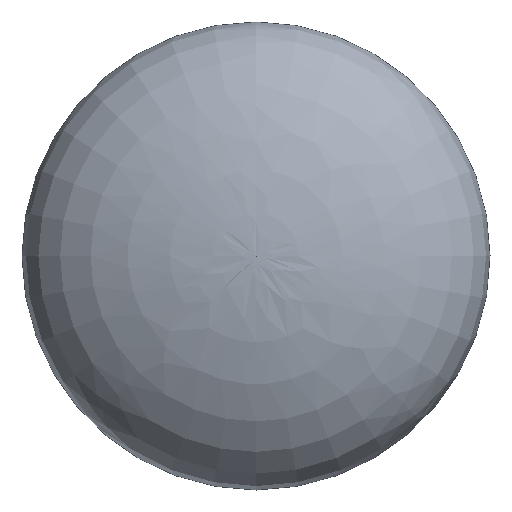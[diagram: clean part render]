
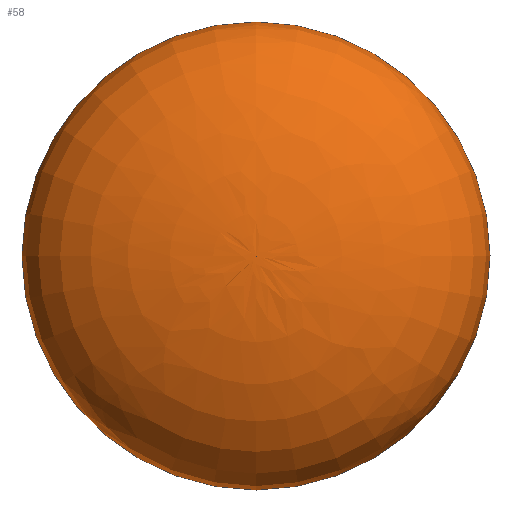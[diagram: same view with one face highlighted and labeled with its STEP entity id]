
A CAD part, front view. The second image highlights one B-rep face of the part: STEP entity #58.
In plain terms, the highlighted free-form (B-spline) face has degree [2, 2] with [5, 9] control points.
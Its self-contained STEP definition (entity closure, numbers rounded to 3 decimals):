
#27=CIRCLE('',#77,250.);
#29=FACE_OUTER_BOUND('',#33,.T.);
#33=EDGE_LOOP('',(#50,#51,#52));
#37=(
BOUNDED_CURVE()
B_SPLINE_CURVE(2,(#202,#203,#204),.UNSPECIFIED.,.F.,.F.)
B_SPLINE_CURVE_WITH_KNOTS((3,3),(0.,1.571),.UNSPECIFIED.)
CURVE()
GEOMETRIC_REPRESENTATION_ITEM()
RATIONAL_B_SPLINE_CURVE((1.,0.707,1.))
REPRESENTATION_ITEM('')
);
#41=VERTEX_POINT('',#199);
#42=VERTEX_POINT('',#201);
#45=EDGE_CURVE('',#41,#41,#27,.T.);
#46=EDGE_CURVE('',#41,#42,#37,.T.);
#50=ORIENTED_EDGE('',*,*,#45,.F.);
#51=ORIENTED_EDGE('',*,*,#46,.T.);
#52=ORIENTED_EDGE('',*,*,#46,.F.);
#56=(
BOUNDED_SURFACE()
B_SPLINE_SURFACE(2,2,((#154,#155,#156,#157,#158,#159,#160,#161,#162),(#163,
#164,#165,#166,#167,#168,#169,#170,#171),(#172,#173,#174,#175,#176,#177,
#178,#179,#180),(#181,#182,#183,#184,#185,#186,#187,#188,#189),(#190,#191,
#192,#193,#194,#195,#196,#197,#198)),.UNSPECIFIED.,.F.,.T.,.F.)
B_SPLINE_SURFACE_WITH_KNOTS((3,2,3),(3,2,2,2,3),(-1.571,0.,1.571),
(0.,1.571,3.142,4.712,6.283),
 .UNSPECIFIED.)
GEOMETRIC_REPRESENTATION_ITEM()
RATIONAL_B_SPLINE_SURFACE(((1.,0.707,1.,0.707,1.,
0.707,1.,0.707,1.),(0.707,0.5,0.707,
0.5,0.707,0.5,0.707,0.5,0.707),(1.,
0.707,1.,0.707,1.,0.707,1.,0.707,
1.),(0.707,0.5,0.707,0.5,0.707,0.5,
0.707,0.5,0.707),(1.,0.707,1.,0.707,
1.,0.707,1.,0.707,1.)))
REPRESENTATION_ITEM('')
SURFACE()
);
#58=ADVANCED_FACE('',(#29),#56,.F.);
#77=AXIS2_PLACEMENT_3D('',#200,#89,#90);
#89=DIRECTION('center_axis',(0.,1.,0.));
#90=DIRECTION('ref_axis',(0.,0.,-1.));
#154=CARTESIAN_POINT('Ctrl Pts',(0.,-125.,-225.));
#155=CARTESIAN_POINT('Ctrl Pts',(0.,-125.,-225.));
#156=CARTESIAN_POINT('Ctrl Pts',(0.,-125.,-225.));
#157=CARTESIAN_POINT('Ctrl Pts',(0.,-125.,-225.));
#158=CARTESIAN_POINT('Ctrl Pts',(0.,-125.,-225.));
#159=CARTESIAN_POINT('Ctrl Pts',(0.,-125.,-225.));
#160=CARTESIAN_POINT('Ctrl Pts',(0.,-125.,-225.));
#161=CARTESIAN_POINT('Ctrl Pts',(0.,-125.,-225.));
#162=CARTESIAN_POINT('Ctrl Pts',(0.,-125.,-225.));
#163=CARTESIAN_POINT('Ctrl Pts',(0.,-125.,25.));
#164=CARTESIAN_POINT('Ctrl Pts',(250.,-125.,25.));
#165=CARTESIAN_POINT('Ctrl Pts',(250.,-125.,-225.));
#166=CARTESIAN_POINT('Ctrl Pts',(250.,-125.,-475.));
#167=CARTESIAN_POINT('Ctrl Pts',(0.,-125.,-475.));
#168=CARTESIAN_POINT('Ctrl Pts',(-250.,-125.,-475.));
#169=CARTESIAN_POINT('Ctrl Pts',(-250.,-125.,-225.));
#170=CARTESIAN_POINT('Ctrl Pts',(-250.,-125.,25.));
#171=CARTESIAN_POINT('Ctrl Pts',(0.,-125.,25.));
#172=CARTESIAN_POINT('Ctrl Pts',(0.,0.,25.));
#173=CARTESIAN_POINT('Ctrl Pts',(250.,0.,25.));
#174=CARTESIAN_POINT('Ctrl Pts',(250.,0.,-225.));
#175=CARTESIAN_POINT('Ctrl Pts',(250.,0.,-475.));
#176=CARTESIAN_POINT('Ctrl Pts',(0.,0.,-475.));
#177=CARTESIAN_POINT('Ctrl Pts',(-250.,0.,-475.));
#178=CARTESIAN_POINT('Ctrl Pts',(-250.,0.,-225.));
#179=CARTESIAN_POINT('Ctrl Pts',(-250.,0.,25.));
#180=CARTESIAN_POINT('Ctrl Pts',(0.,0.,25.));
#181=CARTESIAN_POINT('Ctrl Pts',(0.,125.,25.));
#182=CARTESIAN_POINT('Ctrl Pts',(250.,125.,25.));
#183=CARTESIAN_POINT('Ctrl Pts',(250.,125.,-225.));
#184=CARTESIAN_POINT('Ctrl Pts',(250.,125.,-475.));
#185=CARTESIAN_POINT('Ctrl Pts',(0.,125.,-475.));
#186=CARTESIAN_POINT('Ctrl Pts',(-250.,125.,-475.));
#187=CARTESIAN_POINT('Ctrl Pts',(-250.,125.,-225.));
#188=CARTESIAN_POINT('Ctrl Pts',(-250.,125.,25.));
#189=CARTESIAN_POINT('Ctrl Pts',(0.,125.,25.));
#190=CARTESIAN_POINT('Ctrl Pts',(0.,125.,-225.));
#191=CARTESIAN_POINT('Ctrl Pts',(0.,125.,-225.));
#192=CARTESIAN_POINT('Ctrl Pts',(0.,125.,-225.));
#193=CARTESIAN_POINT('Ctrl Pts',(0.,125.,-225.));
#194=CARTESIAN_POINT('Ctrl Pts',(0.,125.,-225.));
#195=CARTESIAN_POINT('Ctrl Pts',(0.,125.,-225.));
#196=CARTESIAN_POINT('Ctrl Pts',(0.,125.,-225.));
#197=CARTESIAN_POINT('Ctrl Pts',(0.,125.,-225.));
#198=CARTESIAN_POINT('Ctrl Pts',(0.,125.,-225.));
#199=CARTESIAN_POINT('',(0.,0.,25.));
#200=CARTESIAN_POINT('Origin',(0.,0.,-225.));
#201=CARTESIAN_POINT('',(0.,-125.,-225.));
#202=CARTESIAN_POINT('Ctrl Pts',(0.,0.,25.));
#203=CARTESIAN_POINT('Ctrl Pts',(0.,-125.,25.));
#204=CARTESIAN_POINT('Ctrl Pts',(0.,-125.,-225.));
